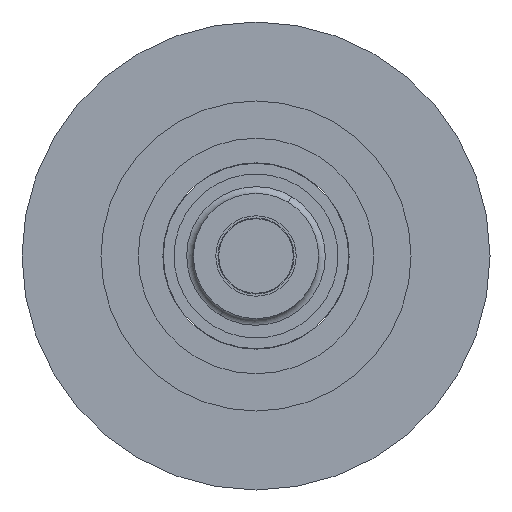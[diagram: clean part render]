
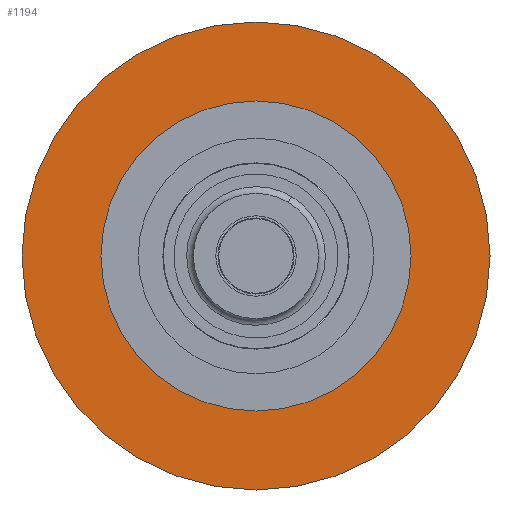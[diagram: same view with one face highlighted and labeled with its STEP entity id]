
A CAD part, front view. The second image highlights one B-rep face of the part: STEP entity #1194.
In plain terms, the highlighted planar face has unit normal (0, -1, 0).
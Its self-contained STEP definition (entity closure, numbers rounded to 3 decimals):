
#15 = CARTESIAN_POINT ( 'NONE',  ( 0., -22.167, 13.208 ) ) ;
#34 = VERTEX_POINT ( 'NONE', #1336 ) ;
#77 = FACE_BOUND ( 'NONE', #1685, .T. ) ;
#145 = AXIS2_PLACEMENT_3D ( 'NONE', #1964, #942, #2152 ) ;
#233 = CARTESIAN_POINT ( 'NONE',  ( -19.939, -22.167, 0. ) ) ;
#238 = DIRECTION ( 'NONE',  ( 0., -1., 0. ) ) ;
#243 = CIRCLE ( 'NONE', #1686, 19.939 ) ;
#415 = DIRECTION ( 'NONE',  ( 0., 1., 0. ) ) ;
#459 = AXIS2_PLACEMENT_3D ( 'NONE', #1464, #415, #1639 ) ;
#555 = FACE_OUTER_BOUND ( 'NONE', #1593, .T. ) ;
#621 = EDGE_CURVE ( 'NONE', #1112, #1358, #708, .T. ) ;
#708 = CIRCLE ( 'NONE', #2167, 13.208 ) ;
#731 = CIRCLE ( 'NONE', #145, 13.208 ) ;
#931 = CARTESIAN_POINT ( 'NONE',  ( 0., -22.167, 0. ) ) ;
#942 = DIRECTION ( 'NONE',  ( 0., 1., 0. ) ) ;
#1090 = DIRECTION ( 'NONE',  ( 0., 0., 1. ) ) ;
#1112 = VERTEX_POINT ( 'NONE', #15 ) ;
#1194 = ADVANCED_FACE ( 'NONE', ( #555, #77 ), #2163, .T. ) ;
#1336 = CARTESIAN_POINT ( 'NONE',  ( 0., -22.167, -19.939 ) ) ;
#1358 = VERTEX_POINT ( 'NONE', #1704 ) ;
#1394 = CARTESIAN_POINT ( 'NONE',  ( 0., -22.167, 19.939 ) ) ;
#1439 = DIRECTION ( 'NONE',  ( 0., 0., 1. ) ) ;
#1451 = DIRECTION ( 'NONE',  ( 0., 1., 0. ) ) ;
#1464 = CARTESIAN_POINT ( 'NONE',  ( 0., -22.167, 0. ) ) ;
#1465 = CARTESIAN_POINT ( 'NONE',  ( 0., -22.167, 0. ) ) ;
#1469 = DIRECTION ( 'NONE',  ( 0., 0., -1. ) ) ;
#1565 = ORIENTED_EDGE ( 'NONE', *, *, #621, .T. ) ;
#1593 = EDGE_LOOP ( 'NONE', ( #2004, #2070 ) ) ;
#1610 = ORIENTED_EDGE ( 'NONE', *, *, #1911, .T. ) ;
#1639 = DIRECTION ( 'NONE',  ( 0., 0., 1. ) ) ;
#1685 = EDGE_LOOP ( 'NONE', ( #1565, #1610 ) ) ;
#1686 = AXIS2_PLACEMENT_3D ( 'NONE', #931, #2128, #1090 ) ;
#1704 = CARTESIAN_POINT ( 'NONE',  ( 0., -22.167, -13.208 ) ) ;
#1766 = VERTEX_POINT ( 'NONE', #1394 ) ;
#1892 = CIRCLE ( 'NONE', #459, 19.939 ) ;
#1911 = EDGE_CURVE ( 'NONE', #1358, #1112, #731, .T. ) ;
#1964 = CARTESIAN_POINT ( 'NONE',  ( 0., -22.167, 0. ) ) ;
#2004 = ORIENTED_EDGE ( 'NONE', *, *, #2190, .F. ) ;
#2070 = ORIENTED_EDGE ( 'NONE', *, *, #2099, .F. ) ;
#2099 = EDGE_CURVE ( 'NONE', #34, #1766, #243, .T. ) ;
#2128 = DIRECTION ( 'NONE',  ( 0., 1., 0. ) ) ;
#2152 = DIRECTION ( 'NONE',  ( 0., 0., 1. ) ) ;
#2157 = AXIS2_PLACEMENT_3D ( 'NONE', #233, #238, #1469 ) ;
#2163 = PLANE ( 'NONE',  #2157 ) ;
#2167 = AXIS2_PLACEMENT_3D ( 'NONE', #1465, #1451, #1439 ) ;
#2190 = EDGE_CURVE ( 'NONE', #1766, #34, #1892, .T. ) ;
